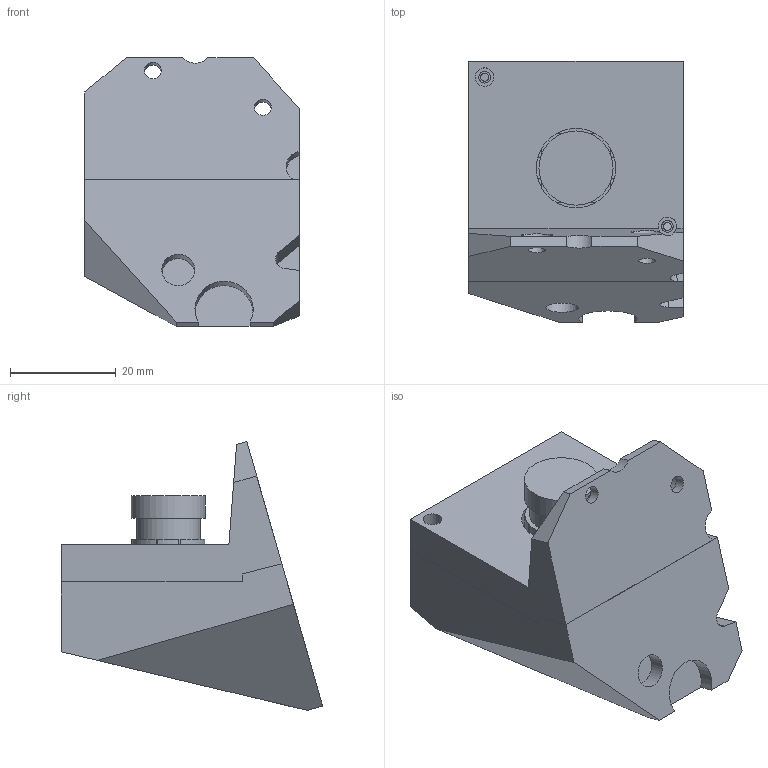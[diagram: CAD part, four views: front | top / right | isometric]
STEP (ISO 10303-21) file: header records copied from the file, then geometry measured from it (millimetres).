
FILE_DESCRIPTION(/* description */ ('','CAx-IF Rec.Pracs.---Representation and Presentation of Product Manufacturing Information (PMI)---4.0---2014-10-13'),/* implementation_level */ '2;1');
FILE_NAME(/* name */ '',/* time_stamp */ '2025-03-25T21:22:49+03:00',/* author */ (''),/* organization */ (''),/* preprocessor_version */ 'ST-DEVELOPER v20',/* originating_system */ 'Autodesk Translation Framework v13.20.0.188',/* authorisation */ '');
FILE_SCHEMA (('AP242_MANAGED_MODEL_BASED_3D_ENGINEERING_MIM_LF { 1 0 10303 442 1 1 4 }'));
Length unit declared in the file: millimetre
Products named in the file (1): Voron 350 CNC камера
Bounding box: 40.5 x 49.31 x 50.76 mm (x, y, z)
Volume: 42614.8 mm3; surface area: 17364.9 mm2
Topology: 3 solids, 3 shells, 153 faces, 400 edges, 264 vertices
Faces by surface type: plane 107, cylinder 44, cone 2
Full cylindrical faces by diameter (mm): 1.5 x4, 2.2 x2, 2.5 x2, 3.2 x2, 3.52 x2, 6 x1, 6.2 x1, 12 x1, 14 x1, 15 x1
Entity records: 4782 total; most frequent: CARTESIAN_POINT 833, DIRECTION 812, ORIENTED_EDGE 800, EDGE_CURVE 400, LINE 294, VECTOR 294, VERTEX_POINT 264, AXIS2_PLACEMENT_3D 259
